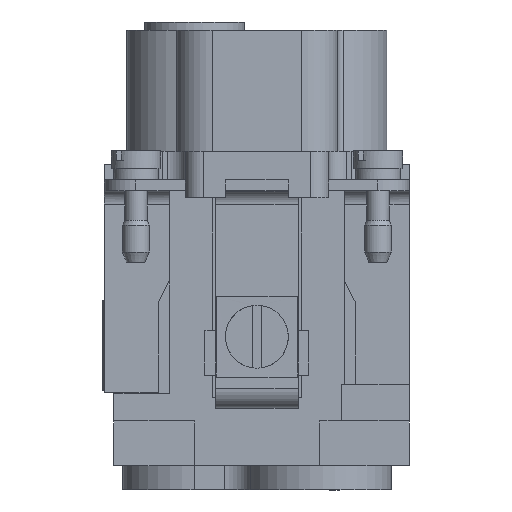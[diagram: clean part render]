
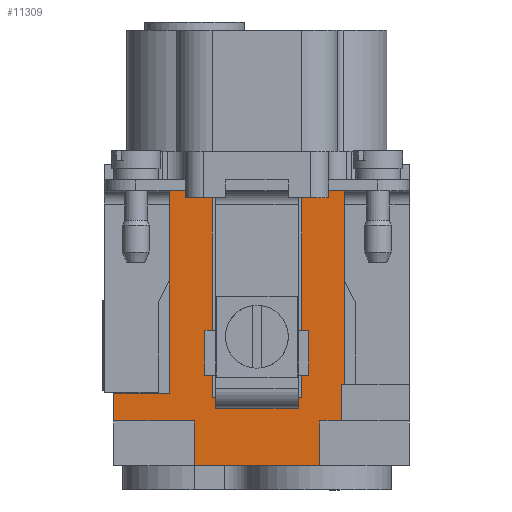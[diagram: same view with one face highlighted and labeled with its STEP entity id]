
A CAD part, left-side view. The second image highlights one B-rep face of the part: STEP entity #11309.
In plain terms, the highlighted planar face has unit normal (-1, 0, 0).
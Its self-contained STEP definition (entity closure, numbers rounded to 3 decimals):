
#10041=FACE_OUTER_BOUND('',#14390,.T.);
#11309=ADVANCED_FACE('',(#10041),#12817,.T.);
#12817=PLANE('',#42822);
#14390=EDGE_LOOP('',(#17574,#17575,#17576,#17577,#17578,#17579,#17580,#17581,
#17582,#17583,#17584,#17585,#17586,#17587,#17588,#17589,#17590,#17591,#17592,
#17593,#17594,#17595,#17596,#17597));
#17574=ORIENTED_EDGE('',*,*,#27310,.F.);
#17575=ORIENTED_EDGE('',*,*,#27311,.F.);
#17576=ORIENTED_EDGE('',*,*,#27312,.F.);
#17577=ORIENTED_EDGE('',*,*,#27313,.F.);
#17578=ORIENTED_EDGE('',*,*,#27314,.T.);
#17579=ORIENTED_EDGE('',*,*,#27315,.T.);
#17580=ORIENTED_EDGE('',*,*,#26905,.T.);
#17581=ORIENTED_EDGE('',*,*,#27316,.T.);
#17582=ORIENTED_EDGE('',*,*,#26909,.T.);
#17583=ORIENTED_EDGE('',*,*,#27308,.T.);
#17584=ORIENTED_EDGE('',*,*,#27317,.T.);
#17585=ORIENTED_EDGE('',*,*,#27305,.T.);
#17586=ORIENTED_EDGE('',*,*,#27300,.T.);
#17587=ORIENTED_EDGE('',*,*,#26671,.F.);
#17588=ORIENTED_EDGE('',*,*,#27299,.T.);
#17589=ORIENTED_EDGE('',*,*,#27295,.T.);
#17590=ORIENTED_EDGE('',*,*,#27294,.T.);
#17591=ORIENTED_EDGE('',*,*,#26897,.T.);
#17592=ORIENTED_EDGE('',*,*,#27318,.T.);
#17593=ORIENTED_EDGE('',*,*,#27319,.T.);
#17594=ORIENTED_EDGE('',*,*,#27320,.T.);
#17595=ORIENTED_EDGE('',*,*,#27321,.T.);
#17596=ORIENTED_EDGE('',*,*,#27322,.T.);
#17597=ORIENTED_EDGE('',*,*,#26935,.F.);
#24099=VERTEX_POINT('',#54635);
#24100=VERTEX_POINT('',#54637);
#24322=VERTEX_POINT('',#55352);
#24323=VERTEX_POINT('',#55354);
#24329=VERTEX_POINT('',#55368);
#24330=VERTEX_POINT('',#55370);
#24333=VERTEX_POINT('',#55376);
#24334=VERTEX_POINT('',#55378);
#24355=VERTEX_POINT('',#55428);
#24357=VERTEX_POINT('',#55431);
#24600=VERTEX_POINT('',#56214);
#24601=VERTEX_POINT('',#56218);
#24603=VERTEX_POINT('',#56228);
#24606=VERTEX_POINT('',#56238);
#24608=VERTEX_POINT('',#56243);
#24609=VERTEX_POINT('',#56248);
#24610=VERTEX_POINT('',#56250);
#24611=VERTEX_POINT('',#56252);
#24612=VERTEX_POINT('',#56254);
#24613=VERTEX_POINT('',#56256);
#24614=VERTEX_POINT('',#56261);
#24615=VERTEX_POINT('',#56263);
#24616=VERTEX_POINT('',#56265);
#24617=VERTEX_POINT('',#56267);
#26671=EDGE_CURVE('',#24099,#24100,#34282,.T.);
#26897=EDGE_CURVE('',#24323,#24322,#34423,.T.);
#26905=EDGE_CURVE('',#24330,#24329,#34430,.T.);
#26909=EDGE_CURVE('',#24334,#24333,#34434,.T.);
#26935=EDGE_CURVE('',#24355,#24357,#34459,.T.);
#27294=EDGE_CURVE('',#24600,#24323,#34758,.T.);
#27295=EDGE_CURVE('',#24601,#24600,#34759,.T.);
#27299=EDGE_CURVE('',#24099,#24601,#34763,.T.);
#27300=EDGE_CURVE('',#24603,#24100,#34764,.T.);
#27305=EDGE_CURVE('',#24606,#24603,#34769,.T.);
#27308=EDGE_CURVE('',#24333,#24608,#34772,.T.);
#27310=EDGE_CURVE('',#24609,#24355,#34774,.T.);
#27311=EDGE_CURVE('',#24610,#24609,#34775,.T.);
#27312=EDGE_CURVE('',#24611,#24610,#34776,.T.);
#27313=EDGE_CURVE('',#24612,#24611,#34777,.T.);
#27314=EDGE_CURVE('',#24612,#24613,#34778,.T.);
#27315=EDGE_CURVE('',#24613,#24330,#34779,.T.);
#27316=EDGE_CURVE('',#24329,#24334,#34780,.T.);
#27317=EDGE_CURVE('',#24608,#24606,#34781,.T.);
#27318=EDGE_CURVE('',#24322,#24614,#34782,.T.);
#27319=EDGE_CURVE('',#24614,#24615,#34783,.T.);
#27320=EDGE_CURVE('',#24615,#24616,#34784,.T.);
#27321=EDGE_CURVE('',#24616,#24617,#34785,.T.);
#27322=EDGE_CURVE('',#24617,#24357,#34786,.T.);
#34282=LINE('',#54636,#36913);
#34423=LINE('',#55353,#37054);
#34430=LINE('',#55369,#37061);
#34434=LINE('',#55377,#37065);
#34459=LINE('',#55430,#37090);
#34758=LINE('',#56215,#37389);
#34759=LINE('',#56217,#37390);
#34763=LINE('',#56225,#37394);
#34764=LINE('',#56227,#37395);
#34769=LINE('',#56237,#37400);
#34772=LINE('',#56244,#37403);
#34774=LINE('',#56247,#37405);
#34775=LINE('',#56249,#37406);
#34776=LINE('',#56251,#37407);
#34777=LINE('',#56253,#37408);
#34778=LINE('',#56255,#37409);
#34779=LINE('',#56257,#37410);
#34780=LINE('',#56258,#37411);
#34781=LINE('',#56259,#37412);
#34782=LINE('',#56260,#37413);
#34783=LINE('',#56262,#37414);
#34784=LINE('',#56264,#37415);
#34785=LINE('',#56266,#37416);
#34786=LINE('',#56268,#37417);
#36913=VECTOR('',#44874,1.);
#37054=VECTOR('',#45041,1.);
#37061=VECTOR('',#45052,1.);
#37065=VECTOR('',#45056,1.);
#37090=VECTOR('',#45091,1.);
#37389=VECTOR('',#45734,1.);
#37390=VECTOR('',#45737,1.);
#37394=VECTOR('',#45745,1.);
#37395=VECTOR('',#45748,1.);
#37400=VECTOR('',#45757,1.);
#37403=VECTOR('',#45762,1.);
#37405=VECTOR('',#45766,1.);
#37406=VECTOR('',#45767,1.);
#37407=VECTOR('',#45768,1.);
#37408=VECTOR('',#45769,1.);
#37409=VECTOR('',#45770,1.);
#37410=VECTOR('',#45771,1.);
#37411=VECTOR('',#45772,1.);
#37412=VECTOR('',#45773,1.);
#37413=VECTOR('',#45774,1.);
#37414=VECTOR('',#45775,1.);
#37415=VECTOR('',#45776,1.);
#37416=VECTOR('',#45777,1.);
#37417=VECTOR('',#45778,1.);
#42822=AXIS2_PLACEMENT_3D('',#56269,#45779,#45780);
#44874=DIRECTION('',(0.,1.,0.));
#45041=DIRECTION('',(0.,-1.,0.));
#45052=DIRECTION('',(0.,0.,-1.));
#45056=DIRECTION('',(0.,0.,-1.));
#45091=DIRECTION('',(0.,-1.,0.));
#45734=DIRECTION('',(0.,0.,1.));
#45737=DIRECTION('',(0.,-1.,0.));
#45745=DIRECTION('',(0.,0.,1.));
#45748=DIRECTION('',(0.,0.,-1.));
#45757=DIRECTION('',(0.,-1.,0.));
#45762=DIRECTION('',(0.,1.,0.));
#45766=DIRECTION('',(0.,0.,1.));
#45767=DIRECTION('',(0.,-1.,0.));
#45768=DIRECTION('',(0.,0.,-1.));
#45769=DIRECTION('',(0.,-1.,0.));
#45770=DIRECTION('',(0.,0.,1.));
#45771=DIRECTION('',(0.,1.,0.));
#45772=DIRECTION('',(0.,0.,-1.));
#45773=DIRECTION('',(0.,0.,-1.));
#45774=DIRECTION('',(0.,0.,1.));
#45775=DIRECTION('',(0.,0.,1.));
#45776=DIRECTION('',(0.,0.,1.));
#45777=DIRECTION('',(0.,1.,0.));
#45778=DIRECTION('',(0.,0.,-1.));
#45779=DIRECTION('',(-1.,0.,0.));
#45780=DIRECTION('',(0.,1.,0.));
#54635=CARTESIAN_POINT('',(-45.15,-7.,-30.7));
#54636=CARTESIAN_POINT('',(-45.15,-7.,-30.7));
#54637=CARTESIAN_POINT('',(-45.15,7.,-30.7));
#55352=CARTESIAN_POINT('',(-45.15,-9.75,-21.6));
#55353=CARTESIAN_POINT('',(-45.15,-9.45,-21.6));
#55354=CARTESIAN_POINT('',(-45.15,-9.45,-21.6));
#55368=CARTESIAN_POINT('',(-45.15,9.75,1.121));
#55369=CARTESIAN_POINT('',(-45.15,9.75,-0.3));
#55370=CARTESIAN_POINT('',(-45.15,9.75,1.2));
#55376=CARTESIAN_POINT('',(-45.15,9.75,-22.6));
#55377=CARTESIAN_POINT('',(-45.15,9.75,-8.9));
#55378=CARTESIAN_POINT('',(-45.15,9.75,-0.48));
#55428=CARTESIAN_POINT('',(-45.15,-4.6,-23.1));
#55430=CARTESIAN_POINT('',(-45.15,5.,-23.1));
#55431=CARTESIAN_POINT('',(-45.15,-5.,-23.1));
#56214=CARTESIAN_POINT('',(-45.15,-9.45,-25.7));
#56215=CARTESIAN_POINT('',(-45.15,-9.45,-25.7));
#56217=CARTESIAN_POINT('',(-45.15,-7.,-25.7));
#56218=CARTESIAN_POINT('',(-45.15,-7.,-25.7));
#56225=CARTESIAN_POINT('',(-45.15,-7.,-30.7));
#56227=CARTESIAN_POINT('',(-45.15,7.,-25.7));
#56228=CARTESIAN_POINT('',(-45.15,7.,-25.7));
#56237=CARTESIAN_POINT('',(-45.15,15.95,-25.7));
#56238=CARTESIAN_POINT('',(-45.15,15.95,-25.7));
#56243=CARTESIAN_POINT('',(-45.15,15.95,-22.6));
#56244=CARTESIAN_POINT('',(-45.15,9.75,-22.6));
#56247=CARTESIAN_POINT('',(-45.15,-4.6,-8.7));
#56248=CARTESIAN_POINT('',(-45.15,-4.6,-24.3));
#56249=CARTESIAN_POINT('',(-45.15,4.6,-24.3));
#56250=CARTESIAN_POINT('',(-45.15,4.6,-24.3));
#56251=CARTESIAN_POINT('',(-45.15,4.6,-8.7));
#56252=CARTESIAN_POINT('',(-45.15,4.6,-23.1));
#56253=CARTESIAN_POINT('',(-45.15,5.,-23.1));
#56254=CARTESIAN_POINT('',(-45.15,5.,-23.1));
#56255=CARTESIAN_POINT('',(-45.15,5.,-23.1));
#56256=CARTESIAN_POINT('',(-45.15,5.,1.2));
#56257=CARTESIAN_POINT('',(-45.15,17.,1.2));
#56258=CARTESIAN_POINT('',(-45.15,9.75,-0.3));
#56259=CARTESIAN_POINT('',(-45.15,15.95,-22.6));
#56260=CARTESIAN_POINT('',(-45.15,-9.75,-21.6));
#56261=CARTESIAN_POINT('',(-45.15,-9.75,-0.48));
#56262=CARTESIAN_POINT('',(-45.15,-9.75,-8.8));
#56263=CARTESIAN_POINT('',(-45.15,-9.75,1.121));
#56264=CARTESIAN_POINT('',(-45.15,-9.75,-8.8));
#56265=CARTESIAN_POINT('',(-45.15,-9.75,1.2));
#56266=CARTESIAN_POINT('',(-45.15,17.3,1.2));
#56267=CARTESIAN_POINT('',(-45.15,-5.,1.2));
#56268=CARTESIAN_POINT('',(-45.15,-5.,-23.1));
#56269=CARTESIAN_POINT('',(-45.15,-10.75,-8.7));
